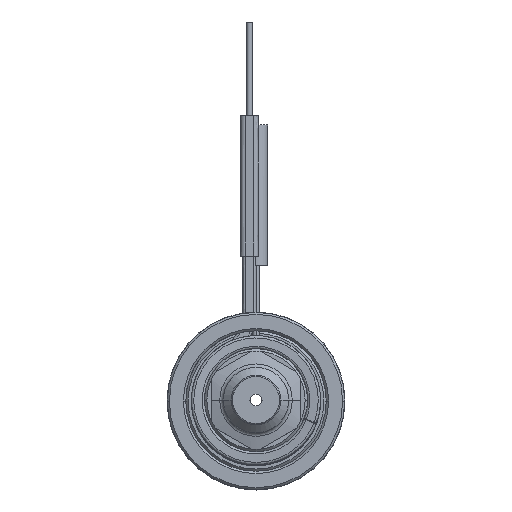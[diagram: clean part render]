
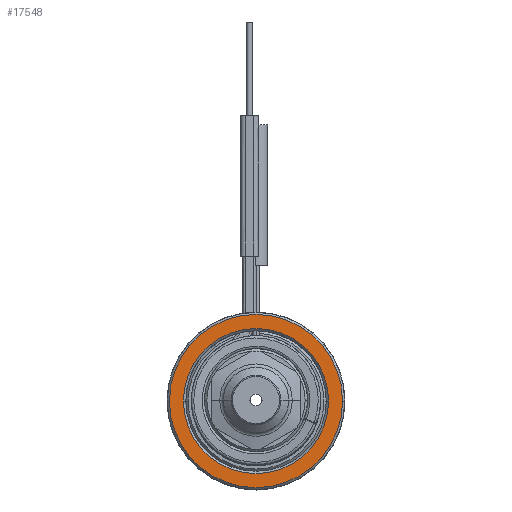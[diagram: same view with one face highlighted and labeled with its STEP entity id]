
A CAD part, top view. The second image highlights one B-rep face of the part: STEP entity #17548.
In plain terms, the highlighted planar face has unit normal (0, 0, 1).
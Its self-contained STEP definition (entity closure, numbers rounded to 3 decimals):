
#6836=CARTESIAN_POINT('',(0.,0.,
35.));
#6837=DIRECTION('',(0.,0.,-1.));
#6838=DIRECTION('',(-1.,0.,0.));
#6839=AXIS2_PLACEMENT_3D('',#6836,#6837,#6838);
#6850=CARTESIAN_POINT('',(0.,0.,
35.));
#6851=DIRECTION('',(0.,0.,-1.));
#6852=DIRECTION('',(1.,0.,0.));
#6853=AXIS2_PLACEMENT_3D('',#6850,#6851,#6852);
#6864=CARTESIAN_POINT('',(0.,0.,35.));
#6865=DIRECTION('',(0.,0.,-1.));
#6866=DIRECTION('',(1.,0.,0.));
#6867=AXIS2_PLACEMENT_3D('',#6864,#6865,#6866);
#6878=CARTESIAN_POINT('',(0.,0.,
35.));
#6879=DIRECTION('',(0.,0.,-1.));
#6880=DIRECTION('',(-1.,0.,0.));
#6881=AXIS2_PLACEMENT_3D('',#6878,#6879,#6880);
#7054=CARTESIAN_POINT('',(18.5,0.,35.));
#7055=CARTESIAN_POINT('',(-18.5,0.,
35.));
#7056=VERTEX_POINT('',#7054);
#7057=VERTEX_POINT('',#7055);
#7058=CARTESIAN_POINT('',(15.5,0.,35.));
#7059=CARTESIAN_POINT('',(-15.5,0.,35.));
#7060=VERTEX_POINT('',#7058);
#7061=VERTEX_POINT('',#7059);
#17533=CARTESIAN_POINT('',(0.,0.,35.));
#17534=DIRECTION('',(0.,0.,1.));
#17535=DIRECTION('',(-1.,0.,0.));
#17536=AXIS2_PLACEMENT_3D('',#17533,#17534,#17535);
#17537=PLANE('',#17536);
#17538=ORIENTED_EDGE('',*,*,#17515,.T.);
#17539=ORIENTED_EDGE('',*,*,#17500,.T.);
#17540=EDGE_LOOP('',(#17538,#17539));
#17541=FACE_OUTER_BOUND('',#17540,.F.);
#17543=ORIENTED_EDGE('',*,*,#17542,.F.);
#17545=ORIENTED_EDGE('',*,*,#17544,.F.);
#17546=EDGE_LOOP('',(#17543,#17545));
#17547=FACE_BOUND('',#17546,.F.);
#6840=CIRCLE('',#6839,18.5);
#6854=CIRCLE('',#6853,18.5);
#6868=CIRCLE('',#6867,15.5);
#6882=CIRCLE('',#6881,15.5);
#17500=EDGE_CURVE('',#7057,#7056,#6840,.T.);
#17515=EDGE_CURVE('',#7056,#7057,#6854,.T.);
#17542=EDGE_CURVE('',#7060,#7061,#6868,.T.);
#17544=EDGE_CURVE('',#7061,#7060,#6882,.T.);
#17548=ADVANCED_FACE('',(#17541,#17547),#17537,.T.);
